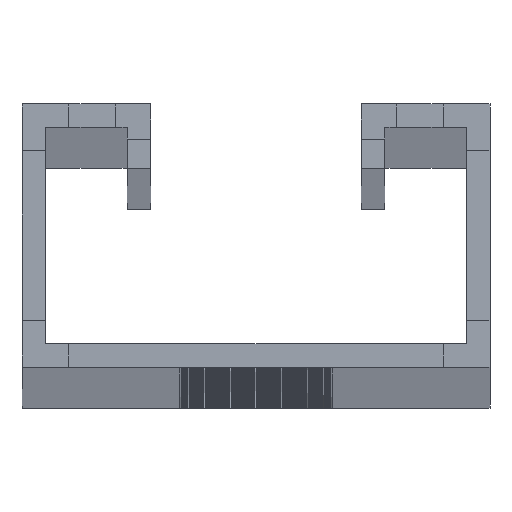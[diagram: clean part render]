
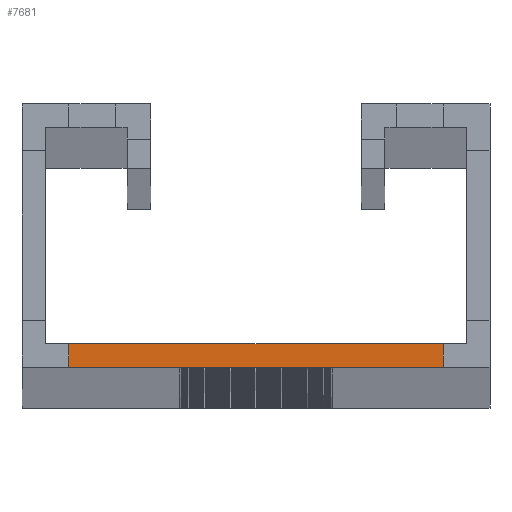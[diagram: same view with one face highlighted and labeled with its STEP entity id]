
A CAD part, top view. The second image highlights one B-rep face of the part: STEP entity #7681.
In plain terms, the highlighted planar face has unit normal (0, 0, 1).
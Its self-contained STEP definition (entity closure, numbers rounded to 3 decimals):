
#108 = AXIS2_PLACEMENT_3D ( 'NONE', #3044, #3700, #8166 ) ;
#326 = VECTOR ( 'NONE', #6322, 1000. ) ;
#416 = VERTEX_POINT ( 'NONE', #2811 ) ;
#432 = CARTESIAN_POINT ( 'NONE',  ( 16., 0., 2000. ) ) ;
#613 = ORIENTED_EDGE ( 'NONE', *, *, #4384, .T. ) ;
#1430 = ORIENTED_EDGE ( 'NONE', *, *, #8315, .F. ) ;
#1455 = LINE ( 'NONE', #1617, #4684 ) ;
#1617 = CARTESIAN_POINT ( 'NONE',  ( 20., 2., 2000. ) ) ;
#2289 = DIRECTION ( 'NONE',  ( -1., 0., 0. ) ) ;
#2811 = CARTESIAN_POINT ( 'NONE',  ( 16., 2., 2000. ) ) ;
#3044 = CARTESIAN_POINT ( 'NONE',  ( 18., 4., 2000. ) ) ;
#3241 = CARTESIAN_POINT ( 'NONE',  ( -16., 0., 2000. ) ) ;
#3597 = CARTESIAN_POINT ( 'NONE',  ( -16., 2., 2000. ) ) ;
#3700 = DIRECTION ( 'NONE',  ( 0., 0., 1. ) ) ;
#3701 = FACE_OUTER_BOUND ( 'NONE', #5197, .T. ) ;
#4338 = VECTOR ( 'NONE', #5501, 1000. ) ;
#4384 = EDGE_CURVE ( 'NONE', #5217, #416, #6741, .T. ) ;
#4684 = VECTOR ( 'NONE', #2289, 1000. ) ;
#4839 = VECTOR ( 'NONE', #6857, 1000. ) ;
#4953 = CARTESIAN_POINT ( 'NONE',  ( 16., 0., 2000. ) ) ;
#5132 = EDGE_CURVE ( 'NONE', #5691, #5432, #6013, .T. ) ;
#5197 = EDGE_LOOP ( 'NONE', ( #1430, #613, #6116, #7781 ) ) ;
#5217 = VERTEX_POINT ( 'NONE', #432 ) ;
#5432 = VERTEX_POINT ( 'NONE', #3241 ) ;
#5477 = LINE ( 'NONE', #5678, #326 ) ;
#5501 = DIRECTION ( 'NONE',  ( 0., -1., 0. ) ) ;
#5678 = CARTESIAN_POINT ( 'NONE',  ( -20., 0., 2000. ) ) ;
#5691 = VERTEX_POINT ( 'NONE', #7998 ) ;
#6013 = LINE ( 'NONE', #3597, #4338 ) ;
#6116 = ORIENTED_EDGE ( 'NONE', *, *, #7554, .T. ) ;
#6322 = DIRECTION ( 'NONE',  ( -1., 0., 0. ) ) ;
#6741 = LINE ( 'NONE', #4953, #4839 ) ;
#6857 = DIRECTION ( 'NONE',  ( 0., 1., 0. ) ) ;
#6879 = PLANE ( 'NONE',  #108 ) ;
#7554 = EDGE_CURVE ( 'NONE', #416, #5691, #1455, .T. ) ;
#7681 = ADVANCED_FACE ( 'NONE', ( #3701 ), #6879, .T. ) ;
#7781 = ORIENTED_EDGE ( 'NONE', *, *, #5132, .T. ) ;
#7998 = CARTESIAN_POINT ( 'NONE',  ( -16., 2., 2000. ) ) ;
#8166 = DIRECTION ( 'NONE',  ( 1., 0., 0. ) ) ;
#8315 = EDGE_CURVE ( 'NONE', #5217, #5432, #5477, .T. ) ;
